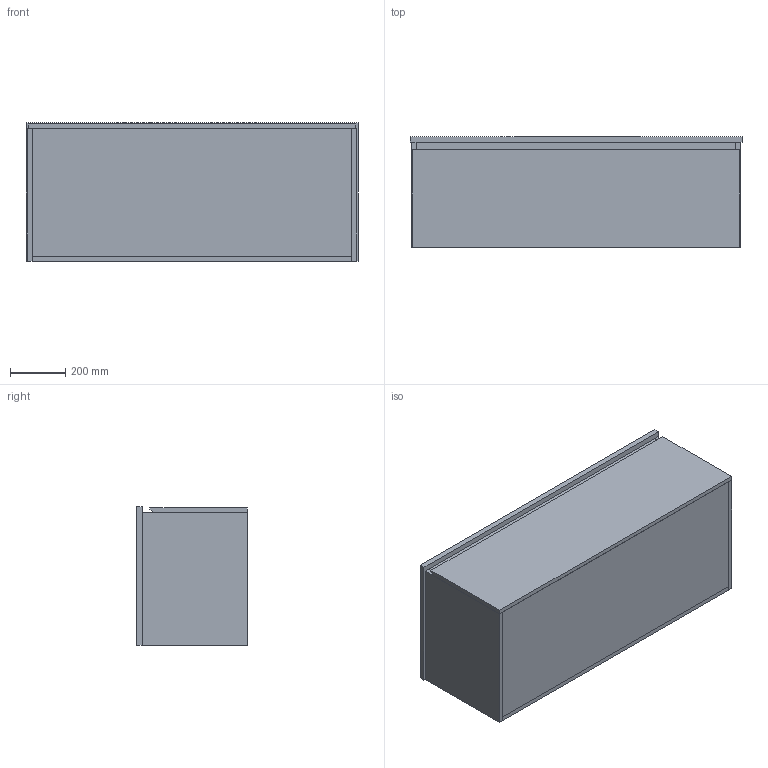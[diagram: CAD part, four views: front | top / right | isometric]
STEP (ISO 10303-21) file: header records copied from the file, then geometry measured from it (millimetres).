
FILE_DESCRIPTION (( 'STEP AP203' ), '1' );
FILE_NAME ('AD Slim Benchtop 1200 ASSEM.STEP', '2019-03-08T00:24:49', ( '' ), ( '' ), 'SwSTEP 2.0', 'SolidWorks 2015', '' );
FILE_SCHEMA (( 'CONFIG_CONTROL_DESIGN' ));
Length unit declared in the file: millimetre
Products named in the file (7): AD Slim Benchtop 1200; CERAMIC OVERFLOW COVER; 1200 undercounter top ASSEM; 1200 undercounter top; AD Slim Benchtop 1200 ASSEM; Posh Solus Under Counter Basin ASSEM.SLDPRT; Posh Solus Under Counter Basin
Assembly tree (6 placements, depth 4):
  AD Slim Benchtop 1200 ASSEM
    AD Slim Benchtop 1200
    1200 undercounter top ASSEM
      1200 undercounter top
      Posh Solus Under Counter Basin ASSEM.SLDPRT
        Posh Solus Under Counter Basin
        CERAMIC OVERFLOW COVER
Bounding box: 1200 x 400 x 500 mm (x, y, z)
Volume: 43188226.9 mm3; surface area: 5605440.4 mm2
Topology: 9 solids, 9 shells, 116 faces, 256 edges, 161 vertices
Faces by surface type: plane 83, cylinder 18, sphere 6, torus 6, bspline 3
Entity records: 3995 total; most frequent: CARTESIAN_POINT 691, DIRECTION 553, ORIENTED_EDGE 512, EDGE_CURVE 256, AXIS2_PLACEMENT_3D 185, VECTOR 183, LINE 183, VERTEX_POINT 161
